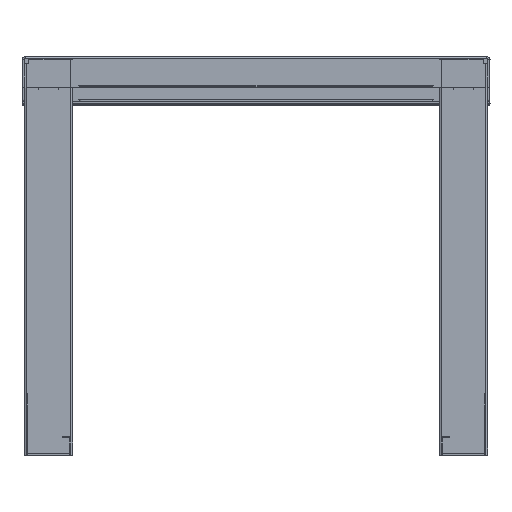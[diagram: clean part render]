
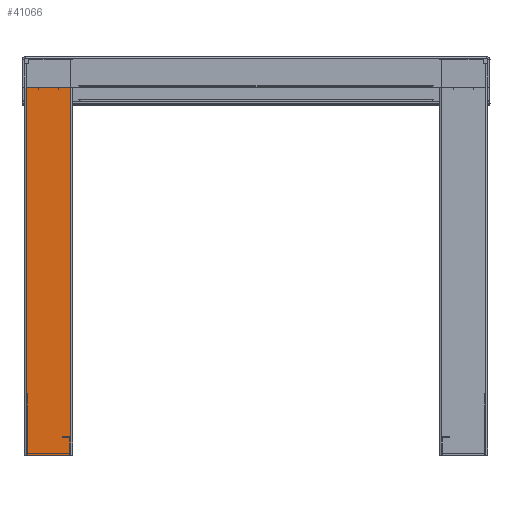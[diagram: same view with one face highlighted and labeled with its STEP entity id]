
A CAD part, front view. The second image highlights one B-rep face of the part: STEP entity #41066.
In plain terms, the highlighted planar face has unit normal (0, -1, 0).
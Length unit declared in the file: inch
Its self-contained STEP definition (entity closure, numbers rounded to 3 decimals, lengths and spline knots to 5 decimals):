
#926 = LINE ( 'NONE', #25622, #32065 ) ;
#2265 = ORIENTED_EDGE ( 'NONE', *, *, #53514, .F. ) ;
#4862 = VECTOR ( 'NONE', #72419, 39.37008 ) ;
#5028 = VECTOR ( 'NONE', #31135, 39.37008 ) ;
#5309 = EDGE_CURVE ( 'NONE', #31942, #29881, #36659, .T. ) ;
#5472 = DIRECTION ( 'NONE',  ( 1., 0., 0. ) ) ;
#9481 = ORIENTED_EDGE ( 'NONE', *, *, #67236, .F. ) ;
#17407 = CARTESIAN_POINT ( 'NONE',  ( -10.25591, -18.16339, 0. ) ) ;
#18763 = CARTESIAN_POINT ( 'NONE',  ( -8.2874, -18.16339, 0. ) ) ;
#18918 = ORIENTED_EDGE ( 'NONE', *, *, #24540, .F. ) ;
#19506 = CARTESIAN_POINT ( 'NONE',  ( -10.15748, -18.16339, 17.48031 ) ) ;
#20271 = DIRECTION ( 'NONE',  ( 0., 0., 1. ) ) ;
#23182 = EDGE_CURVE ( 'NONE', #56627, #36922, #79304, .T. ) ;
#24540 = EDGE_CURVE ( 'NONE', #29881, #67285, #39187, .T. ) ;
#24574 = DIRECTION ( 'NONE',  ( 1., 0., 0. ) ) ;
#24656 = CARTESIAN_POINT ( 'NONE',  ( -10.25591, -18.16339, 17.67717 ) ) ;
#25266 = VECTOR ( 'NONE', #5472, 39.37008 ) ;
#25622 = CARTESIAN_POINT ( 'NONE',  ( -10.35433, -18.16339, 0. ) ) ;
#26515 = AXIS2_PLACEMENT_3D ( 'NONE', #76105, #46137, #20271 ) ;
#27197 = CARTESIAN_POINT ( 'NONE',  ( -10.15748, -18.16339, 17.67717 ) ) ;
#27931 = FACE_OUTER_BOUND ( 'NONE', #34184, .T. ) ;
#29808 = ORIENTED_EDGE ( 'NONE', *, *, #77670, .F. ) ;
#29881 = VERTEX_POINT ( 'NONE', #71437 ) ;
#30248 = VERTEX_POINT ( 'NONE', #19506 ) ;
#30571 = CARTESIAN_POINT ( 'NONE',  ( -10.35433, -18.16339, 17.67717 ) ) ;
#31135 = DIRECTION ( 'NONE',  ( 0., 0., -1. ) ) ;
#31942 = VERTEX_POINT ( 'NONE', #75184 ) ;
#32065 = VECTOR ( 'NONE', #74209, 39.37008 ) ;
#34184 = EDGE_LOOP ( 'NONE', ( #58345, #9481, #18918, #47426, #2265, #29808 ) ) ;
#36227 = VECTOR ( 'NONE', #24574, 39.37008 ) ;
#36659 = LINE ( 'NONE', #30571, #25266 ) ;
#36922 = VERTEX_POINT ( 'NONE', #66591 ) ;
#38396 = CARTESIAN_POINT ( 'NONE',  ( -8.2874, -18.16339, 17.67717 ) ) ;
#39187 = LINE ( 'NONE', #38396, #5028 ) ;
#39284 = PLANE ( 'NONE',  #26515 ) ;
#41066 = ADVANCED_FACE ( 'NONE', ( #27931 ), #39284, .F. ) ;
#44307 = VECTOR ( 'NONE', #60258, 39.37008 ) ;
#46137 = DIRECTION ( 'NONE',  ( 0., 1., 0. ) ) ;
#47426 = ORIENTED_EDGE ( 'NONE', *, *, #5309, .F. ) ;
#53514 = EDGE_CURVE ( 'NONE', #30248, #31942, #57952, .T. ) ;
#56627 = VERTEX_POINT ( 'NONE', #17407 ) ;
#57952 = LINE ( 'NONE', #27197, #44307 ) ;
#58345 = ORIENTED_EDGE ( 'NONE', *, *, #23182, .F. ) ;
#60258 = DIRECTION ( 'NONE',  ( 0., 0., 1. ) ) ;
#64267 = LINE ( 'NONE', #72332, #36227 ) ;
#66591 = CARTESIAN_POINT ( 'NONE',  ( -10.25591, -18.16339, 17.48031 ) ) ;
#67236 = EDGE_CURVE ( 'NONE', #67285, #56627, #926, .T. ) ;
#67285 = VERTEX_POINT ( 'NONE', #18763 ) ;
#71437 = CARTESIAN_POINT ( 'NONE',  ( -8.2874, -18.16339, 17.67717 ) ) ;
#72332 = CARTESIAN_POINT ( 'NONE',  ( -10.35433, -18.16339, 17.48031 ) ) ;
#72419 = DIRECTION ( 'NONE',  ( 0., 0., 1. ) ) ;
#74209 = DIRECTION ( 'NONE',  ( -1., 0., 0. ) ) ;
#75184 = CARTESIAN_POINT ( 'NONE',  ( -10.15748, -18.16339, 17.67717 ) ) ;
#76105 = CARTESIAN_POINT ( 'NONE',  ( -10.35433, -18.16339, 17.67717 ) ) ;
#77670 = EDGE_CURVE ( 'NONE', #36922, #30248, #64267, .T. ) ;
#79304 = LINE ( 'NONE', #24656, #4862 ) ;
